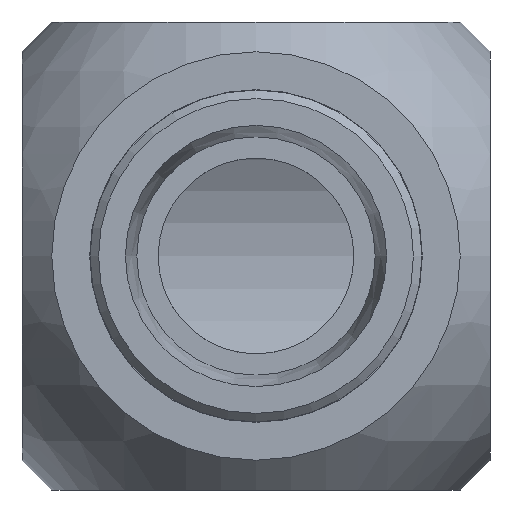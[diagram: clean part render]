
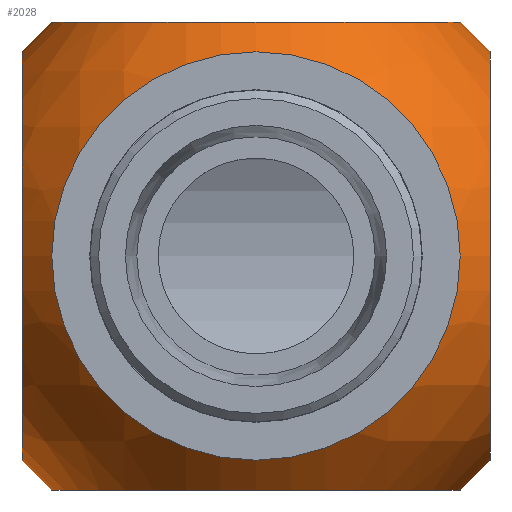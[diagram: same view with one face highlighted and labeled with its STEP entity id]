
A CAD part, left-side view. The second image highlights one B-rep face of the part: STEP entity #2028.
In plain terms, the highlighted spherical face has radius 36.5 mm.
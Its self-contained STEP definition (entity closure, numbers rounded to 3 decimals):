
#1950=CARTESIAN_POINT('',(-27.5,0.,24.));
#1951=VERTEX_POINT('',#1950);
#1952=CARTESIAN_POINT('',(-27.5,0.0,0.0));
#1953=DIRECTION('',(-1.0,0.0,0.0));
#1954=DIRECTION('',(0.0,0.0,-1.0));
#1955=AXIS2_PLACEMENT_3D('',#1952,#1953,#1954);
#1956=CIRCLE('',#1955,24.);
#1957=EDGE_CURVE('',#1951,#1951,#1956,.T.);
#1965=CARTESIAN_POINT('',(0.0,0.0,0.0));
#1966=DIRECTION('',(0.0,0.0,1.0));
#1967=DIRECTION('',(1.0,0.0,0.0));
#1968=AXIS2_PLACEMENT_3D('',#1965,#1966,#1967);
#1969=SPHERICAL_SURFACE('',#1968,36.5);
#1970=CARTESIAN_POINT('',(0.,24.,-27.5));
#1971=VERTEX_POINT('',#1970);
#1972=CARTESIAN_POINT('',(0.0,0.0,-27.5));
#1973=DIRECTION('',(0.0,0.0,-1.0));
#1974=DIRECTION('',(0.0,-1.0,0.0));
#1975=AXIS2_PLACEMENT_3D('',#1972,#1973,#1974);
#1976=CIRCLE('',#1975,24.);
#1977=EDGE_CURVE('',#1971,#1971,#1976,.T.);
#1978=ORIENTED_EDGE('',*,*,#1977,.F.);
#1979=EDGE_LOOP('',(#1978));
#1980=FACE_OUTER_BOUND('',#1979,.T.);
#1981=CARTESIAN_POINT('',(27.5,0.,-24.));
#1982=VERTEX_POINT('',#1981);
#1983=CARTESIAN_POINT('',(27.5,0.0,0.0));
#1984=DIRECTION('',(1.0,0.0,0.0));
#1985=DIRECTION('',(0.0,0.0,1.0));
#1986=AXIS2_PLACEMENT_3D('',#1983,#1984,#1985);
#1987=CIRCLE('',#1986,24.);
#1988=EDGE_CURVE('',#1982,#1982,#1987,.T.);
#1989=ORIENTED_EDGE('',*,*,#1988,.F.);
#1990=EDGE_LOOP('',(#1989));
#1991=FACE_BOUND('',#1990,.T.);
#1992=CARTESIAN_POINT('',(0.,-27.5,-24.));
#1993=VERTEX_POINT('',#1992);
#1994=CARTESIAN_POINT('',(0.0,-27.5,0.0));
#1995=DIRECTION('',(0.0,-1.0,0.0));
#1996=DIRECTION('',(0.0,0.0,1.0));
#1997=AXIS2_PLACEMENT_3D('',#1994,#1995,#1996);
#1998=CIRCLE('',#1997,24.);
#1999=EDGE_CURVE('',#1993,#1993,#1998,.T.);
#2000=ORIENTED_EDGE('',*,*,#1999,.F.);
#2001=EDGE_LOOP('',(#2000));
#2002=FACE_BOUND('',#2001,.T.);
#2003=ORIENTED_EDGE('',*,*,#1957,.F.);
#2004=EDGE_LOOP('',(#2003));
#2005=FACE_BOUND('',#2004,.T.);
#2006=CARTESIAN_POINT('',(0.,27.5,24.));
#2007=VERTEX_POINT('',#2006);
#2008=CARTESIAN_POINT('',(0.0,27.5,0.0));
#2009=DIRECTION('',(0.0,1.0,0.0));
#2010=DIRECTION('',(0.0,0.0,-1.0));
#2011=AXIS2_PLACEMENT_3D('',#2008,#2009,#2010);
#2012=CIRCLE('',#2011,24.);
#2013=EDGE_CURVE('',#2007,#2007,#2012,.T.);
#2014=ORIENTED_EDGE('',*,*,#2013,.F.);
#2015=EDGE_LOOP('',(#2014));
#2016=FACE_BOUND('',#2015,.T.);
#2017=CARTESIAN_POINT('',(0.,-24.,27.5));
#2018=VERTEX_POINT('',#2017);
#2019=CARTESIAN_POINT('',(0.0,0.0,27.5));
#2020=DIRECTION('',(0.0,0.0,1.0));
#2021=DIRECTION('',(0.0,1.0,0.0));
#2022=AXIS2_PLACEMENT_3D('',#2019,#2020,#2021);
#2023=CIRCLE('',#2022,24.);
#2024=EDGE_CURVE('',#2018,#2018,#2023,.T.);
#2025=ORIENTED_EDGE('',*,*,#2024,.F.);
#2026=EDGE_LOOP('',(#2025));
#2027=FACE_BOUND('',#2026,.T.);
#2028=ADVANCED_FACE('',(#1980,#1991,#2002,#2005,#2016,#2027),#1969,.T.);
